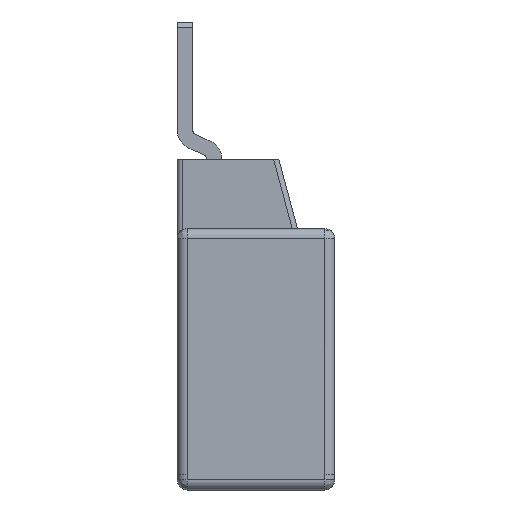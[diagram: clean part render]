
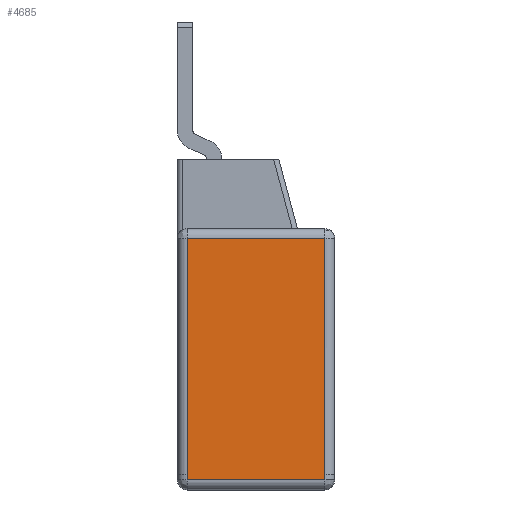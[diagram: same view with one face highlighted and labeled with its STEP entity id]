
A CAD part, left-side view. The second image highlights one B-rep face of the part: STEP entity #4685.
In plain terms, the highlighted planar face has unit normal (-1, 0, 0).
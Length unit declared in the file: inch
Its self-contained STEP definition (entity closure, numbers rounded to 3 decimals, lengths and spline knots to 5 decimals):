
#81 = DIRECTION ( 'NONE',  ( 0., -1., 0. ) ) ;
#274 = EDGE_CURVE ( 'NONE', #4660, #9025, #7609, .T. ) ;
#553 = CARTESIAN_POINT ( 'NONE',  ( -1.22047, 0.68898, 0. ) ) ;
#920 = LINE ( 'NONE', #2285, #7948 ) ;
#1003 = VERTEX_POINT ( 'NONE', #3360 ) ;
#1177 = EDGE_CURVE ( 'NONE', #6580, #5585, #3057, .T. ) ;
#1195 = CARTESIAN_POINT ( 'NONE',  ( -1.22047, 0.68937, 0. ) ) ;
#1197 = AXIS2_PLACEMENT_3D ( 'NONE', #2227, #5996, #7414 ) ;
#1320 = VECTOR ( 'NONE', #3008, 39.37008 ) ;
#1571 = VECTOR ( 'NONE', #4695, 39.37008 ) ;
#1609 = DIRECTION ( 'NONE',  ( 0., 0., -1. ) ) ;
#1933 = VECTOR ( 'NONE', #3814, 39.37008 ) ;
#2027 = CARTESIAN_POINT ( 'NONE',  ( -1.22047, 0.68911, 0. ) ) ;
#2037 = VERTEX_POINT ( 'NONE', #9326 ) ;
#2227 = CARTESIAN_POINT ( 'NONE',  ( -1.22047, 0.11811, 0. ) ) ;
#2285 = CARTESIAN_POINT ( 'NONE',  ( -1.22047, 0.11811, 0.91378 ) ) ;
#2754 = VECTOR ( 'NONE', #1609, 39.37008 ) ;
#2832 = EDGE_LOOP ( 'NONE', ( #3564, #4798, #7659, #8464, #7941, #3107, #7967 ) ) ;
#3008 = DIRECTION ( 'NONE',  ( 0., 0., 1. ) ) ;
#3057 = LINE ( 'NONE', #4605, #1320 ) ;
#3107 = ORIENTED_EDGE ( 'NONE', *, *, #9225, .T. ) ;
#3293 = LINE ( 'NONE', #6236, #1571 ) ;
#3318 = CARTESIAN_POINT ( 'NONE',  ( -1.22047, 0.68937, 0. ) ) ;
#3323 = CARTESIAN_POINT ( 'NONE',  ( -1.22047, 0.15728, 0. ) ) ;
#3360 = CARTESIAN_POINT ( 'NONE',  ( -1.22047, 0.68937, 0.91378 ) ) ;
#3473 = EDGE_CURVE ( 'NONE', #6580, #2037, #5471, .T. ) ;
#3564 = ORIENTED_EDGE ( 'NONE', *, *, #1177, .T. ) ;
#3781 = PLANE ( 'NONE',  #1197 ) ;
#3814 = DIRECTION ( 'NONE',  ( 0., 0., 1. ) ) ;
#4113 = CARTESIAN_POINT ( 'NONE',  ( -1.22047, 0.68924, 0. ) ) ;
#4605 = CARTESIAN_POINT ( 'NONE',  ( -1.22047, 0.15709, 0. ) ) ;
#4660 = VERTEX_POINT ( 'NONE', #7275 ) ;
#4685 = ADVANCED_FACE ( 'NONE', ( #8830 ), #3781, .T. ) ;
#4695 = DIRECTION ( 'NONE',  ( 0., 0., 1. ) ) ;
#4731 = LINE ( 'NONE', #6080, #1933 ) ;
#4798 = ORIENTED_EDGE ( 'NONE', *, *, #9168, .T. ) ;
#5308 = CARTESIAN_POINT ( 'NONE',  ( -1.22047, 0.68898, -0.01969 ) ) ;
#5452 = VECTOR ( 'NONE', #81, 39.37008 ) ;
#5471 = LINE ( 'NONE', #6750, #2754 ) ;
#5585 = VERTEX_POINT ( 'NONE', #6174 ) ;
#5996 = DIRECTION ( 'NONE',  ( -1., 0., 0. ) ) ;
#6080 = CARTESIAN_POINT ( 'NONE',  ( -1.22047, 0.68937, 0. ) ) ;
#6174 = CARTESIAN_POINT ( 'NONE',  ( -1.22047, 0.15709, 0.91378 ) ) ;
#6236 = CARTESIAN_POINT ( 'NONE',  ( -1.22047, 0.68898, 0. ) ) ;
#6263 = VERTEX_POINT ( 'NONE', #5308 ) ;
#6580 = VERTEX_POINT ( 'NONE', #3323 ) ;
#6691 = DIRECTION ( 'NONE',  ( 0., 1., 0. ) ) ;
#6750 = CARTESIAN_POINT ( 'NONE',  ( -1.22047, 0.15748, 0. ) ) ;
#6796 = LINE ( 'NONE', #7473, #5452 ) ;
#7275 = CARTESIAN_POINT ( 'NONE',  ( -1.22047, 0.68898, 0. ) ) ;
#7414 = DIRECTION ( 'NONE',  ( 0., 0., 1. ) ) ;
#7473 = CARTESIAN_POINT ( 'NONE',  ( -1.22047, 0.72835, -0.01969 ) ) ;
#7609 = B_SPLINE_CURVE_WITH_KNOTS ( 'NONE', 3,
 ( #553, #2027, #4113, #1195 ),
 .UNSPECIFIED., .F., .F.,
 ( 4, 4 ),
 ( 0., 1. ),
 .UNSPECIFIED. ) ;
#7647 = EDGE_CURVE ( 'NONE', #9025, #1003, #4731, .T. ) ;
#7659 = ORIENTED_EDGE ( 'NONE', *, *, #7647, .F. ) ;
#7941 = ORIENTED_EDGE ( 'NONE', *, *, #8575, .F. ) ;
#7948 = VECTOR ( 'NONE', #6691, 39.37008 ) ;
#7967 = ORIENTED_EDGE ( 'NONE', *, *, #3473, .F. ) ;
#8464 = ORIENTED_EDGE ( 'NONE', *, *, #274, .F. ) ;
#8575 = EDGE_CURVE ( 'NONE', #6263, #4660, #3293, .T. ) ;
#8830 = FACE_OUTER_BOUND ( 'NONE', #2832, .T. ) ;
#9025 = VERTEX_POINT ( 'NONE', #3318 ) ;
#9168 = EDGE_CURVE ( 'NONE', #5585, #1003, #920, .T. ) ;
#9225 = EDGE_CURVE ( 'NONE', #6263, #2037, #6796, .T. ) ;
#9326 = CARTESIAN_POINT ( 'NONE',  ( -1.22047, 0.15748, -0.01969 ) ) ;
